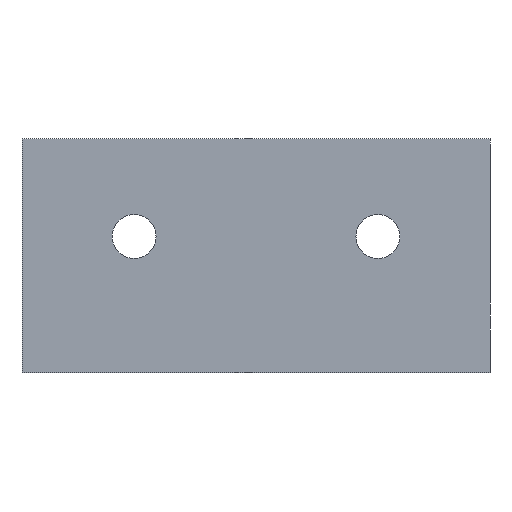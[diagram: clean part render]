
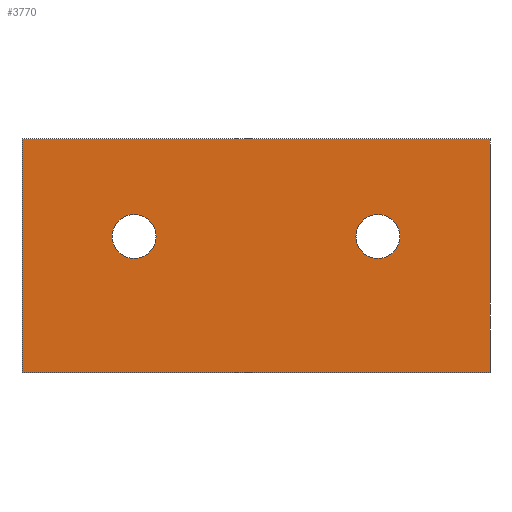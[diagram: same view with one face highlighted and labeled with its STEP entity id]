
A CAD part, front view. The second image highlights one B-rep face of the part: STEP entity #3770.
In plain terms, the highlighted face is planar.
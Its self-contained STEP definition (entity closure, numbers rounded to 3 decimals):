
#1610=CARTESIAN_POINT('',(54.5,0.,0.));
#1620=VERTEX_POINT('',#1610);
#1800=CARTESIAN_POINT('',(45.5,0.,
0.));
#1810=VERTEX_POINT('',#1800);
#1840=CARTESIAN_POINT('',(50.,0.,
0.));
#1850=DIRECTION('',(0.,-1.,0.));
#1860=DIRECTION('',(-1.,0.,0.));
#1870=AXIS2_PLACEMENT_3D('',#1840,#1850,#1860);
#1880=CIRCLE('',#1870,4.5);
#1890=EDGE_CURVE('',#1810,#1620,#1880,.T.);
#2100=CARTESIAN_POINT('',(4.5,0.,0.));
#2110=VERTEX_POINT('',#2100);
#2290=CARTESIAN_POINT('',(-4.5,0.,
0.));
#2300=VERTEX_POINT('',#2290);
#2330=CARTESIAN_POINT('',(0.,0.,
0.));
#2340=DIRECTION('',(0.,-1.,0.));
#2350=DIRECTION('',(-1.,0.,0.));
#2360=AXIS2_PLACEMENT_3D('',#2330,#2340,#2350);
#2370=CIRCLE('',#2360,4.5);
#2380=EDGE_CURVE('',#2300,#2110,#2370,.T.);
#3090=CARTESIAN_POINT('',(-23.,0.,20.));
#3100=VERTEX_POINT('',#3090);
#3130=CARTESIAN_POINT('',(0.,0.,20.));
#3140=DIRECTION('',(1.,0.,0.));
#3150=VECTOR('',#3140,1.);
#3160=LINE('',#3130,#3150);
#3170=CARTESIAN_POINT('',(73.,0.,20.));
#3180=VERTEX_POINT('',#3170);
#3190=EDGE_CURVE('',#3100,#3180,#3160,.T.);
#3370=CARTESIAN_POINT('',(73.5,0.,-28.48));
#3380=DIRECTION('',(-0.,1.,0.));
#3390=DIRECTION('',(1.,0.,0.));
#3400=AXIS2_PLACEMENT_3D('',#3370,#3380,#3390);
#3410=PLANE('',#3400);
#3420=ORIENTED_EDGE('',*,*,#3190,.T.);
#3430=CARTESIAN_POINT('',(-23.,0.,0.));
#3440=DIRECTION('',(0.,0.,-1.));
#3450=VECTOR('',#3440,1.);
#3460=LINE('',#3430,#3450);
#3470=CARTESIAN_POINT('',(-23.,0.,-28.));
#3480=VERTEX_POINT('',#3470);
#3490=EDGE_CURVE('',#3100,#3480,#3460,.T.);
#3500=ORIENTED_EDGE('',*,*,#3490,.F.);
#3510=CARTESIAN_POINT('',(0.,0.,-28.));
#3520=DIRECTION('',(1.,0.,0.));
#3530=VECTOR('',#3520,1.);
#3540=LINE('',#3510,#3530);
#3550=CARTESIAN_POINT('',(73.,0.,-28.));
#3560=VERTEX_POINT('',#3550);
#3570=EDGE_CURVE('',#3480,#3560,#3540,.T.);
#3580=ORIENTED_EDGE('',*,*,#3570,.F.);
#3590=CARTESIAN_POINT('',(73.,0.,0.));
#3600=DIRECTION('',(0.,0.,-1.));
#3610=VECTOR('',#3600,1.);
#3620=LINE('',#3590,#3610);
#3630=EDGE_CURVE('',#3180,#3560,#3620,.T.);
#3640=ORIENTED_EDGE('',*,*,#3630,.T.);
#3650=EDGE_LOOP('',(#3640,#3580,#3500,#3420));
#3660=FACE_OUTER_BOUND('',#3650,.T.);
#3670=EDGE_CURVE('',#1620,#1810,#1880,.T.);
#3680=ORIENTED_EDGE('',*,*,#3670,.T.);
#3690=ORIENTED_EDGE('',*,*,#1890,.T.);
#3700=EDGE_LOOP('',(#3690,#3680));
#3710=FACE_BOUND('',#3700,.T.);
#3720=EDGE_CURVE('',#2110,#2300,#2370,.T.);
#3730=ORIENTED_EDGE('',*,*,#3720,.T.);
#3740=ORIENTED_EDGE('',*,*,#2380,.T.);
#3750=EDGE_LOOP('',(#3740,#3730));
#3760=FACE_BOUND('',#3750,.T.);
#3770=ADVANCED_FACE('',(#3660,#3710,#3760),#3410,.T.);
